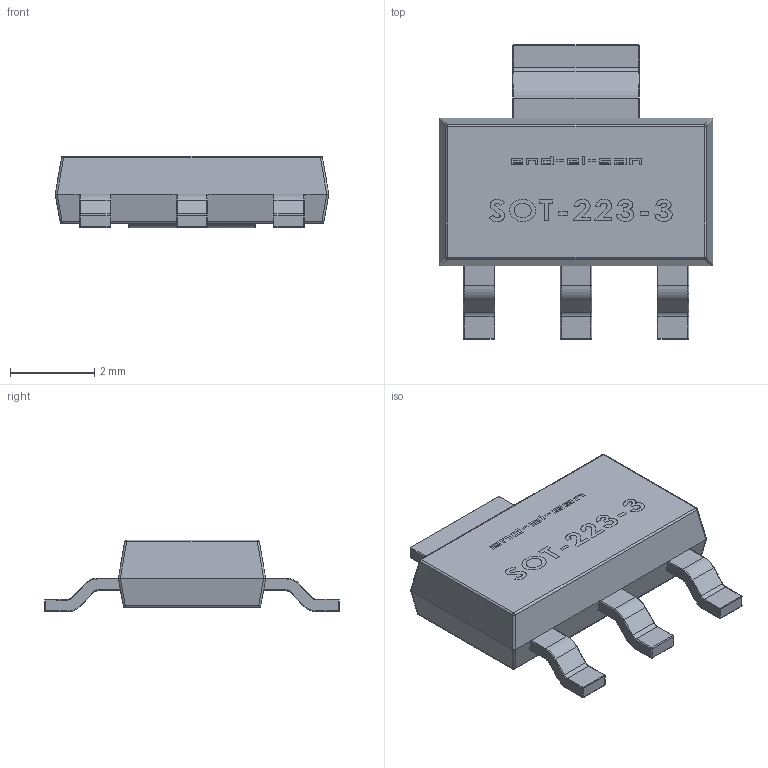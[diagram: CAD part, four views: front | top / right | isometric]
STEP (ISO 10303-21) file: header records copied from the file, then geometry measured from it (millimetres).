
FILE_DESCRIPTION(('FreeCAD Model'),'2;1');
FILE_NAME('User Library-SOT223-3.step','2017-05-23T19:55:01',('kicad StepUp'),( 'ksu MCAD'),'Open CASCADE STEP processor 7.1','FreeCAD','Unknown');
FILE_SCHEMA(('AUTOMOTIVE_DESIGN_CC2 { 1 2 10303 214 -1 1 5 4 }'));
Length unit declared in the file: millimetre
Products named in the file (1): User_Library-SOT223-3
Bounding box: 6.5 x 7 x 1.7 mm (x, y, z)
Volume: 37.2 mm3; surface area: 95.9 mm2
Topology: 1 solids, 1 shells, 226 faces, 648 edges, 432 vertices
Faces by surface type: cylinder 96, plane 70, torus 35, sphere 25
Entity records: 21260 total; most frequent: CARTESIAN_POINT 7332, DIRECTION 2242, LINE 1349, VECTOR 1349, ORIENTED_EDGE 1264, PCURVE 1264, DEFINITIONAL_REPRESENTATION 1264, EDGE_CURVE 632
